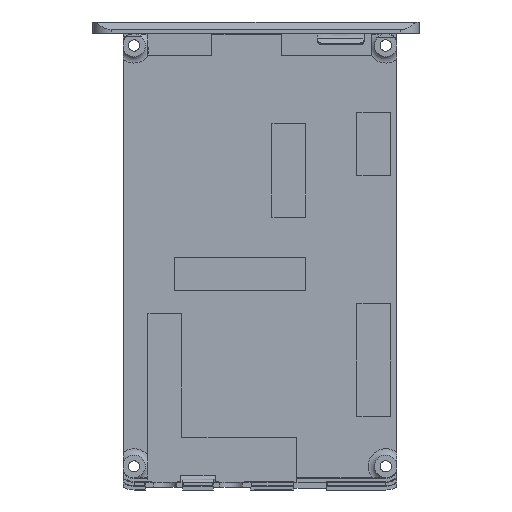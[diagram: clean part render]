
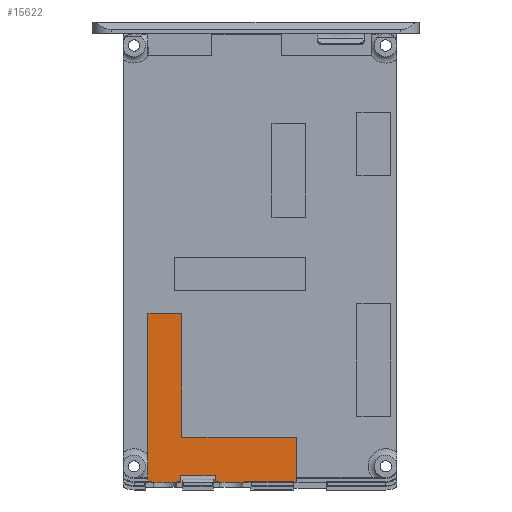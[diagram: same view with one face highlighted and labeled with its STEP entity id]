
A CAD part, left-side view. The second image highlights one B-rep face of the part: STEP entity #15622.
In plain terms, the highlighted planar face has unit normal (-1, 0, 0).
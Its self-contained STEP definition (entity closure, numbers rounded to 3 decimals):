
#1793=FACE_OUTER_BOUND('',#2678,.T.);
#2678=EDGE_LOOP('',(#13677,#13678,#13679,#13680,#13681,#13682,#13683,#13684,
#13685,#13686));
#3928=LINE('',#27798,#5402);
#3931=LINE('',#27804,#5405);
#3933=LINE('',#27808,#5407);
#3993=LINE('',#28085,#5467);
#4014=LINE('',#28156,#5488);
#4157=LINE('',#28684,#5631);
#4162=LINE('',#28696,#5636);
#4163=LINE('',#28697,#5637);
#4164=LINE('',#28699,#5638);
#4165=LINE('',#28700,#5639);
#5402=VECTOR('',#18699,10.027);
#5405=VECTOR('',#18704,10.027);
#5407=VECTOR('',#18708,10.027);
#5467=VECTOR('',#18880,10.027);
#5488=VECTOR('',#18917,10.027);
#5631=VECTOR('',#19242,10.027);
#5636=VECTOR('',#19251,10.);
#5637=VECTOR('',#19252,10.027);
#5638=VECTOR('',#19253,10.);
#5639=VECTOR('',#19254,10.);
#7241=VERTEX_POINT('',#27795);
#7242=VERTEX_POINT('',#27797);
#7244=VERTEX_POINT('',#27803);
#7245=VERTEX_POINT('',#27807);
#7315=VERTEX_POINT('',#28084);
#7334=VERTEX_POINT('',#28154);
#7420=VERTEX_POINT('',#28683);
#7424=VERTEX_POINT('',#28694);
#7425=VERTEX_POINT('',#28695);
#7426=VERTEX_POINT('',#28698);
#9312=EDGE_CURVE('',#7241,#7242,#3928,.T.);
#9315=EDGE_CURVE('',#7242,#7244,#3931,.T.);
#9317=EDGE_CURVE('',#7244,#7245,#3933,.T.);
#9416=EDGE_CURVE('',#7245,#7315,#3993,.T.);
#9443=EDGE_CURVE('',#7334,#7241,#4014,.T.);
#9619=EDGE_CURVE('',#7420,#7334,#4157,.T.);
#9625=EDGE_CURVE('',#7424,#7425,#4162,.F.);
#9626=EDGE_CURVE('',#7315,#7425,#4163,.T.);
#9627=EDGE_CURVE('',#7420,#7426,#4164,.F.);
#9628=EDGE_CURVE('',#7424,#7426,#4165,.T.);
#13677=ORIENTED_EDGE('',*,*,#9625,.T.);
#13678=ORIENTED_EDGE('',*,*,#9626,.F.);
#13679=ORIENTED_EDGE('',*,*,#9416,.F.);
#13680=ORIENTED_EDGE('',*,*,#9317,.F.);
#13681=ORIENTED_EDGE('',*,*,#9315,.F.);
#13682=ORIENTED_EDGE('',*,*,#9312,.F.);
#13683=ORIENTED_EDGE('',*,*,#9443,.F.);
#13684=ORIENTED_EDGE('',*,*,#9619,.F.);
#13685=ORIENTED_EDGE('',*,*,#9627,.T.);
#13686=ORIENTED_EDGE('',*,*,#9628,.F.);
#14850=PLANE('',#16408);
#15622=ADVANCED_FACE('',(#1793),#14850,.F.);
#16408=AXIS2_PLACEMENT_3D('',#28693,#19249,#19250);
#18699=DIRECTION('',(0.,-1.,0.));
#18704=DIRECTION('',(0.,0.,-1.));
#18708=DIRECTION('',(0.,-1.,0.));
#18880=DIRECTION('',(0.,0.,-1.));
#18917=DIRECTION('',(0.,0.,1.));
#19242=DIRECTION('',(0.,1.,0.));
#19249=DIRECTION('center_axis',(1.,0.,0.));
#19250=DIRECTION('ref_axis',(0.,-1.,0.));
#19251=DIRECTION('',(0.,0.,1.));
#19252=DIRECTION('',(0.,1.,0.));
#19253=DIRECTION('',(0.,0.,-1.));
#19254=DIRECTION('',(0.,1.,0.));
#27795=CARTESIAN_POINT('',(952.109,73.331,-71.566));
#27797=CARTESIAN_POINT('',(952.109,64.307,-71.566));
#27798=CARTESIAN_POINT('',(952.109,73.331,-71.566));
#27803=CARTESIAN_POINT('',(952.109,64.307,-104.654));
#27804=CARTESIAN_POINT('',(952.109,64.307,-71.566));
#27807=CARTESIAN_POINT('',(952.109,33.625,-104.654));
#27808=CARTESIAN_POINT('',(952.109,73.331,-104.654));
#28084=CARTESIAN_POINT('',(952.109,33.625,-116.687));
#28085=CARTESIAN_POINT('',(952.109,33.625,-104.654));
#28154=CARTESIAN_POINT('',(952.109,73.331,-116.687));
#28156=CARTESIAN_POINT('',(952.109,73.331,-116.687));
#28683=CARTESIAN_POINT('',(952.109,64.582,-116.687));
#28684=CARTESIAN_POINT('',(952.109,9.861,-116.687));
#28693=CARTESIAN_POINT('Origin',(952.109,53.478,-94.126));
#28694=CARTESIAN_POINT('',(952.109,55.409,-114.832));
#28695=CARTESIAN_POINT('',(952.109,55.409,-116.687));
#28696=CARTESIAN_POINT('',(952.109,55.409,-105.156));
#28697=CARTESIAN_POINT('',(952.109,9.861,-116.687));
#28698=CARTESIAN_POINT('',(952.109,64.582,-114.832));
#28699=CARTESIAN_POINT('',(952.109,64.582,-105.657));
#28700=CARTESIAN_POINT('',(952.109,58.78,-114.832));
